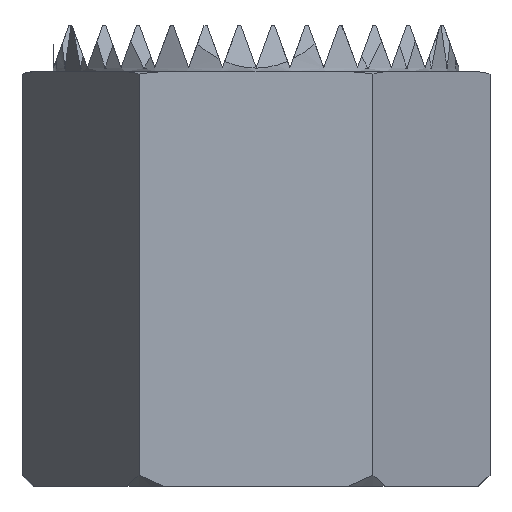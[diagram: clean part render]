
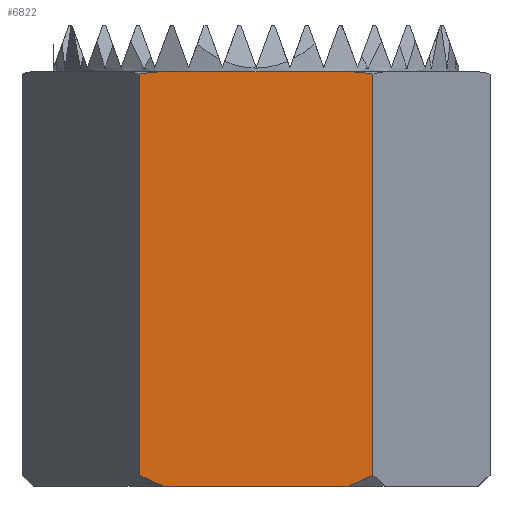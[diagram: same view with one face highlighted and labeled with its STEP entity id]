
A CAD part, left-side view. The second image highlights one B-rep face of the part: STEP entity #6822.
In plain terms, the highlighted planar face has unit normal (-1, 0, 0).
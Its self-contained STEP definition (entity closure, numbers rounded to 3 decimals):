
#695 = DIRECTION ( 'NONE',  ( 0., -1., 0. ) ) ;
#741 = VERTEX_POINT ( 'NONE', #13968 ) ;
#1018 = EDGE_LOOP ( 'NONE', ( #8147, #13264, #13839, #13670, #10161, #13024, #2784, #12414, #12205 ) ) ;
#1616 = CARTESIAN_POINT ( 'NONE',  ( -11., -5.041, 22.5 ) ) ;
#1999 = CARTESIAN_POINT ( 'NONE',  ( -11., 0., 0. ) ) ;
#2044 = EDGE_CURVE ( 'NONE', #4623, #10606, #5954, .T. ) ;
#2145 = CARTESIAN_POINT ( 'NONE',  ( -11., -6.351, 0.602 ) ) ;
#2178 = DIRECTION ( 'NONE',  ( 0., 1., 0. ) ) ;
#2201 = CARTESIAN_POINT ( 'NONE',  ( -11., -6.351, 0.602 ) ) ;
#2271 = CARTESIAN_POINT ( 'NONE',  ( -11., -5.922, 0.387 ) ) ;
#2493 = CARTESIAN_POINT ( 'NONE',  ( -11., -5.916, 22.452 ) ) ;
#2784 = ORIENTED_EDGE ( 'NONE', *, *, #7727, .F. ) ;
#2814 = VERTEX_POINT ( 'NONE', #8063 ) ;
#2889 = DIRECTION ( 'NONE',  ( 0., 1., 0. ) ) ;
#3157 = LINE ( 'NONE', #1999, #6056 ) ;
#3171 = CARTESIAN_POINT ( 'NONE',  ( -11., 5.041, 0. ) ) ;
#3571 = CARTESIAN_POINT ( 'NONE',  ( -11., -6.351, 22.374 ) ) ;
#3636 = VERTEX_POINT ( 'NONE', #5969 ) ;
#4022 = CARTESIAN_POINT ( 'NONE',  ( -11., 5.041, 22.5 ) ) ;
#4043 = CARTESIAN_POINT ( 'NONE',  ( -11., 6.351, 26. ) ) ;
#4107 = EDGE_CURVE ( 'NONE', #10606, #8126, #11919, .T. ) ;
#4468 = CARTESIAN_POINT ( 'NONE',  ( -11., -6.351, 22.374 ) ) ;
#4623 = VERTEX_POINT ( 'NONE', #4468 ) ;
#5105 = VECTOR ( 'NONE', #2178, 1000. ) ;
#5164 = CARTESIAN_POINT ( 'NONE',  ( -11., 6.135, 22.421 ) ) ;
#5185 = FACE_OUTER_BOUND ( 'NONE', #1018, .T. ) ;
#5473 = CARTESIAN_POINT ( 'NONE',  ( -11., 6.351, 0.602 ) ) ;
#5539 = CARTESIAN_POINT ( 'NONE',  ( -11., 5.487, 0.186 ) ) ;
#5608 = LINE ( 'NONE', #6475, #8465 ) ;
#5954 = B_SPLINE_CURVE_WITH_KNOTS ( 'NONE', 3,
 ( #3571, #10203, #2493, #13450, #9185, #1616 ),
 .UNSPECIFIED., .F., .F.,
 ( 4, 2, 4 ),
 ( 0.028, 0.029, 0.03 ),
 .UNSPECIFIED. ) ;
#5969 = CARTESIAN_POINT ( 'NONE',  ( -11., 6.351, 22.374 ) ) ;
#6018 = VERTEX_POINT ( 'NONE', #10803 ) ;
#6056 = VECTOR ( 'NONE', #695, 1000. ) ;
#6177 = CARTESIAN_POINT ( 'NONE',  ( -11., 5.477, 22.492 ) ) ;
#6475 = CARTESIAN_POINT ( 'NONE',  ( -11., 6.351, 26. ) ) ;
#6507 = CARTESIAN_POINT ( 'NONE',  ( -11., 0., 22.5 ) ) ;
#6669 = CARTESIAN_POINT ( 'NONE',  ( -11., -5.486, 0.186 ) ) ;
#6822 = ADVANCED_FACE ( 'NONE', ( #5185 ), #8509, .F. ) ;
#7022 = DIRECTION ( 'NONE',  ( 0., 1., 0. ) ) ;
#7093 = CARTESIAN_POINT ( 'NONE',  ( -11., 0., 22.5 ) ) ;
#7192 = EDGE_CURVE ( 'NONE', #741, #2814, #3157, .T. ) ;
#7218 = VECTOR ( 'NONE', #11131, 1000. ) ;
#7240 = EDGE_CURVE ( 'NONE', #6018, #3636, #13534, .T. ) ;
#7535 = LINE ( 'NONE', #8615, #7218 ) ;
#7607 = CARTESIAN_POINT ( 'NONE',  ( -11., -5.041, 0. ) ) ;
#7727 = EDGE_CURVE ( 'NONE', #4623, #10047, #7535, .T. ) ;
#7845 = CARTESIAN_POINT ( 'NONE',  ( -11., 5.923, 0.388 ) ) ;
#8063 = CARTESIAN_POINT ( 'NONE',  ( -11., -5.041, 0. ) ) ;
#8126 = VERTEX_POINT ( 'NONE', #6507 ) ;
#8147 = ORIENTED_EDGE ( 'NONE', *, *, #11538, .T. ) ;
#8214 = VECTOR ( 'NONE', #7022, 1000. ) ;
#8465 = VECTOR ( 'NONE', #8779, 1000. ) ;
#8509 = PLANE ( 'NONE',  #12044 ) ;
#8615 = CARTESIAN_POINT ( 'NONE',  ( -11., -6.351, 26. ) ) ;
#8779 = DIRECTION ( 'NONE',  ( 0., 0., -1. ) ) ;
#8883 = EDGE_CURVE ( 'NONE', #2814, #10047, #10234, .T. ) ;
#9185 = CARTESIAN_POINT ( 'NONE',  ( -11., -5.26, 22.5 ) ) ;
#9422 = B_SPLINE_CURVE_WITH_KNOTS ( 'NONE', 3,
 ( #5473, #7845, #5539, #3171 ),
 .UNSPECIFIED., .F., .F.,
 ( 4, 4 ),
 ( 0.012, 0.013 ),
 .UNSPECIFIED. ) ;
#9567 = CARTESIAN_POINT ( 'NONE',  ( -11., 5.259, 22.5 ) ) ;
#9807 = DIRECTION ( 'NONE',  ( 1., 0., 0. ) ) ;
#10047 = VERTEX_POINT ( 'NONE', #2145 ) ;
#10161 = ORIENTED_EDGE ( 'NONE', *, *, #7192, .T. ) ;
#10203 = CARTESIAN_POINT ( 'NONE',  ( -11., -6.134, 22.421 ) ) ;
#10234 = B_SPLINE_CURVE_WITH_KNOTS ( 'NONE', 3,
 ( #7607, #6669, #2271, #2201 ),
 .UNSPECIFIED., .F., .F.,
 ( 4, 4 ),
 ( 0.024, 0.025 ),
 .UNSPECIFIED. ) ;
#10582 = CARTESIAN_POINT ( 'NONE',  ( -11., 5.915, 22.453 ) ) ;
#10606 = VERTEX_POINT ( 'NONE', #12140 ) ;
#10803 = CARTESIAN_POINT ( 'NONE',  ( -11., 5.041, 22.5 ) ) ;
#11131 = DIRECTION ( 'NONE',  ( 0., 0., -1. ) ) ;
#11343 = LINE ( 'NONE', #7093, #8214 ) ;
#11538 = EDGE_CURVE ( 'NONE', #8126, #6018, #11343, .T. ) ;
#11919 = LINE ( 'NONE', #12132, #5105 ) ;
#12044 = AXIS2_PLACEMENT_3D ( 'NONE', #4043, #9807, #2889 ) ;
#12132 = CARTESIAN_POINT ( 'NONE',  ( -11., 0., 22.5 ) ) ;
#12140 = CARTESIAN_POINT ( 'NONE',  ( -11., -5.041, 22.5 ) ) ;
#12205 = ORIENTED_EDGE ( 'NONE', *, *, #4107, .T. ) ;
#12259 = VERTEX_POINT ( 'NONE', #13703 ) ;
#12414 = ORIENTED_EDGE ( 'NONE', *, *, #2044, .T. ) ;
#12579 = EDGE_CURVE ( 'NONE', #3636, #12259, #5608, .T. ) ;
#12816 = CARTESIAN_POINT ( 'NONE',  ( -11., 6.351, 22.374 ) ) ;
#13024 = ORIENTED_EDGE ( 'NONE', *, *, #8883, .T. ) ;
#13264 = ORIENTED_EDGE ( 'NONE', *, *, #7240, .T. ) ;
#13450 = CARTESIAN_POINT ( 'NONE',  ( -11., -5.479, 22.492 ) ) ;
#13534 = B_SPLINE_CURVE_WITH_KNOTS ( 'NONE', 3,
 ( #4022, #9567, #6177, #10582, #5164, #12816 ),
 .UNSPECIFIED., .F., .F.,
 ( 4, 2, 4 ),
 ( 0.005, 0.006, 0.006 ),
 .UNSPECIFIED. ) ;
#13670 = ORIENTED_EDGE ( 'NONE', *, *, #13731, .T. ) ;
#13703 = CARTESIAN_POINT ( 'NONE',  ( -11., 6.351, 0.602 ) ) ;
#13731 = EDGE_CURVE ( 'NONE', #12259, #741, #9422, .T. ) ;
#13839 = ORIENTED_EDGE ( 'NONE', *, *, #12579, .T. ) ;
#13968 = CARTESIAN_POINT ( 'NONE',  ( -11., 5.041, 0. ) ) ;
